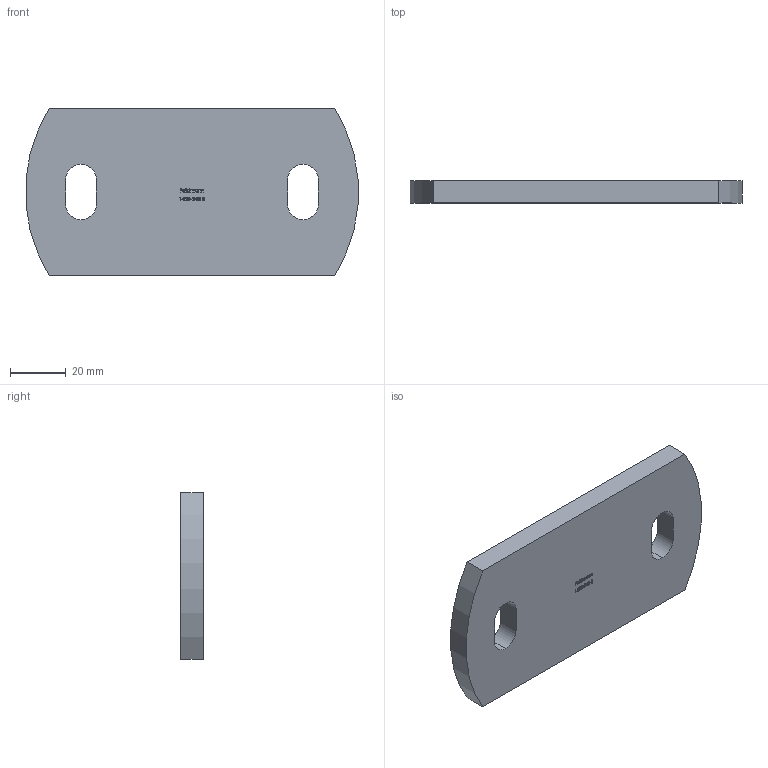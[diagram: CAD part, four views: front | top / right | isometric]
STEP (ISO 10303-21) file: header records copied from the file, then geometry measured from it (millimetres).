
FILE_DESCRIPTION (( 'STEP AP203' ), '1' );
FILE_NAME ('1420-240-8.step', '2020-10-22T11:42:58', ( '' ), ( '' ), 'SwSTEP 2.0', 'SolidWorks 2018', '' );
FILE_SCHEMA (( 'CONFIG_CONTROL_DESIGN' ));
Length unit declared in the file: millimetre
Products named in the file (2): 1420-240-8
Bounding box: 119.64 x 8 x 60 mm (x, y, z)
Volume: 51861.3 mm3; surface area: 16474.7 mm2
Topology: 1 solids, 1 shells, 244 faces, 645 edges, 430 vertices
Faces by surface type: plane 141, bspline 95, cylinder 8
Entity records: 12990 total; most frequent: CARTESIAN_POINT 7408, ORIENTED_EDGE 1290, DIRECTION 773, EDGE_CURVE 645, VECTOR 439, LINE 439, VERTEX_POINT 430, EDGE_LOOP 275
